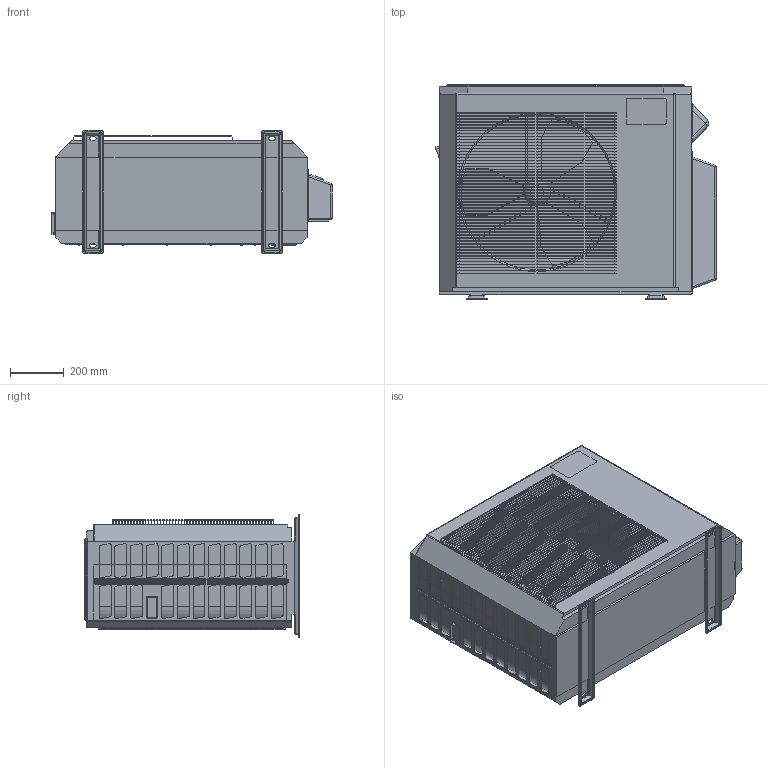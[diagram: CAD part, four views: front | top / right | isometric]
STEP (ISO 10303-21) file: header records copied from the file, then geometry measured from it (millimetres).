
FILE_DESCRIPTION (( 'STEP AP214' ), '1' );
FILE_NAME ('59.ODU.MZ4.48 R01.STEP', '2022-08-05T23:30:42', ( '' ), ( '' ), 'SwSTEP 2.0', 'SolidWorks 2020', '' );
FILE_SCHEMA (( 'AUTOMOTIVE_DESIGN' ));
Length unit declared in the file: inch
Products named in the file (3): Pioneer ODU Simple_Pioneer MZ ODU - YN040GMFI22M4E; 59.ODU.MZ4.48 R01; 59.ODU.LAB
Assembly tree (2 placements, depth 2):
  59.ODU.MZ4.48 R01
    Pioneer ODU Simple_Pioneer MZ ODU - YN040GMFI22M4E
    59.ODU.LAB
Bounding box: 1047.12 x 803.27 x 457.2 mm (x, y, z)
Volume: 143501358.6 mm3; surface area: 5371135.1 mm2
Topology: 3 solids, 7 shells, 2200 faces, 6423 edges, 4034 vertices
Faces by surface type: plane 1730, cylinder 329, torus 55, bspline 48, cone 26, sphere 12
Entity records: 97042 total; most frequent: CARTESIAN_POINT 25687, ORIENTED_EDGE 12794, DIRECTION 11296, EDGE_CURVE 6397, VECTOR 5504, LINE 5504, VERTEX_POINT 4034, AXIS2_PLACEMENT_3D 2896
